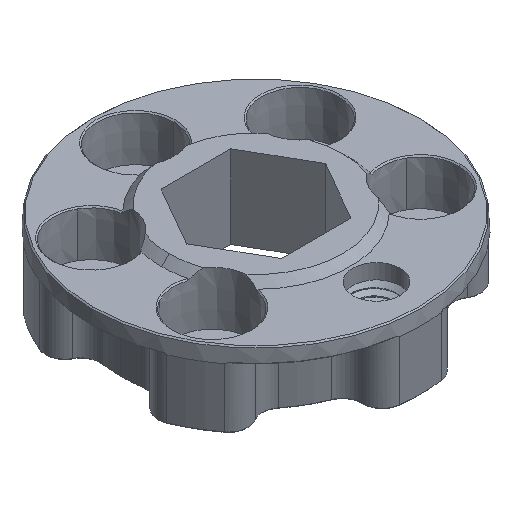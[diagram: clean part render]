
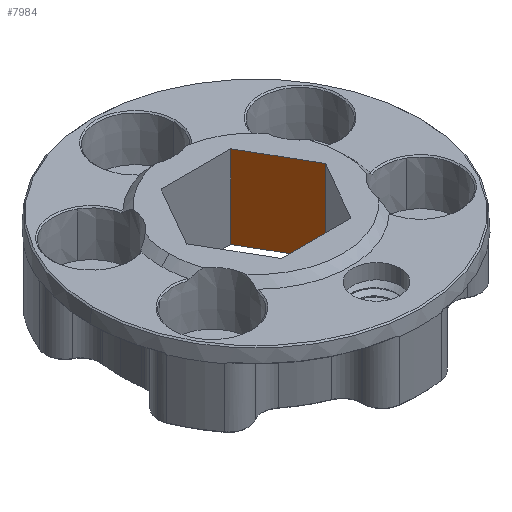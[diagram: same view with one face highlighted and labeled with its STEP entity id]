
A CAD part, isometric view. The second image highlights one B-rep face of the part: STEP entity #7984.
In plain terms, the highlighted planar face has unit normal (-0.866, -0.5, 0).
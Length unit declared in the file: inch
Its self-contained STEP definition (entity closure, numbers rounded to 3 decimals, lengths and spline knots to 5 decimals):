
#686 = CARTESIAN_POINT ( 'NONE',  ( 0.14434, 0.25, 0. ) ) ;
#931 = DIRECTION ( 'NONE',  ( 0.866, 0.5, 0. ) ) ;
#3226 = AXIS2_PLACEMENT_3D ( 'NONE', #22999, #931, #9569 ) ;
#3561 = ORIENTED_EDGE ( 'NONE', *, *, #19134, .T. ) ;
#4124 = VERTEX_POINT ( 'NONE', #686 ) ;
#4503 = VECTOR ( 'NONE', #20259, 39.37008 ) ;
#6346 = LINE ( 'NONE', #6629, #16450 ) ;
#6629 = CARTESIAN_POINT ( 'NONE',  ( 0.28868, 0., 0. ) ) ;
#7984 = ADVANCED_FACE ( 'NONE', ( #20671 ), #25185, .F. ) ;
#8146 = ORIENTED_EDGE ( 'NONE', *, *, #25755, .T. ) ;
#9049 = ORIENTED_EDGE ( 'NONE', *, *, #15968, .F. ) ;
#9569 = DIRECTION ( 'NONE',  ( -0.5, 0.866, 0. ) ) ;
#9670 = VERTEX_POINT ( 'NONE', #13188 ) ;
#11791 = CARTESIAN_POINT ( 'NONE',  ( 0.28868, 0., 0.34375 ) ) ;
#13188 = CARTESIAN_POINT ( 'NONE',  ( 0.28868, 0., 0. ) ) ;
#15331 = EDGE_CURVE ( 'NONE', #9670, #4124, #19847, .T. ) ;
#15968 = EDGE_CURVE ( 'NONE', #4124, #21527, #27816, .T. ) ;
#16274 = CARTESIAN_POINT ( 'NONE',  ( 0.14434, 0.25, 0.34375 ) ) ;
#16450 = VECTOR ( 'NONE', #17583, 39.37008 ) ;
#17021 = CARTESIAN_POINT ( 'NONE',  ( 0.14434, 0.25, 0. ) ) ;
#17583 = DIRECTION ( 'NONE',  ( 0., 0., 1. ) ) ;
#17587 = CARTESIAN_POINT ( 'NONE',  ( 0.28868, 0., 0.34375 ) ) ;
#18991 = ORIENTED_EDGE ( 'NONE', *, *, #15331, .F. ) ;
#19134 = EDGE_CURVE ( 'NONE', #9670, #19724, #6346, .T. ) ;
#19724 = VERTEX_POINT ( 'NONE', #17587 ) ;
#19847 = LINE ( 'NONE', #22596, #28505 ) ;
#19994 = DIRECTION ( 'NONE',  ( -0.5, 0.866, 0. ) ) ;
#20259 = DIRECTION ( 'NONE',  ( -0.5, 0.866, 0. ) ) ;
#20283 = EDGE_LOOP ( 'NONE', ( #3561, #8146, #9049, #18991 ) ) ;
#20671 = FACE_OUTER_BOUND ( 'NONE', #20283, .T. ) ;
#21087 = VECTOR ( 'NONE', #26204, 39.37008 ) ;
#21527 = VERTEX_POINT ( 'NONE', #16274 ) ;
#22596 = CARTESIAN_POINT ( 'NONE',  ( 0.28868, 0., 0. ) ) ;
#22999 = CARTESIAN_POINT ( 'NONE',  ( 0.28868, 0., 0. ) ) ;
#25185 = PLANE ( 'NONE',  #3226 ) ;
#25755 = EDGE_CURVE ( 'NONE', #19724, #21527, #27379, .T. ) ;
#26204 = DIRECTION ( 'NONE',  ( 0., 0., 1. ) ) ;
#27379 = LINE ( 'NONE', #11791, #4503 ) ;
#27816 = LINE ( 'NONE', #17021, #21087 ) ;
#28505 = VECTOR ( 'NONE', #19994, 39.37008 ) ;
